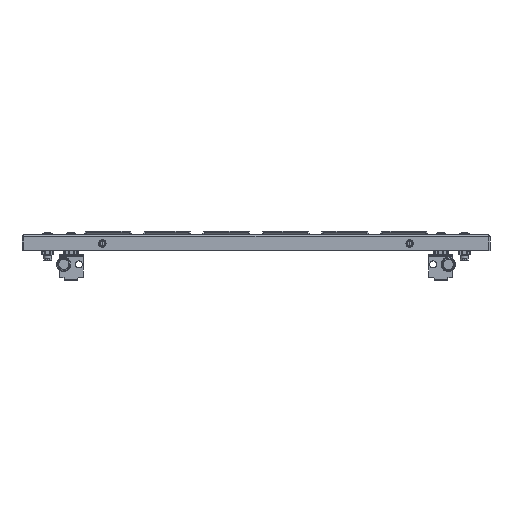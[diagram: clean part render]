
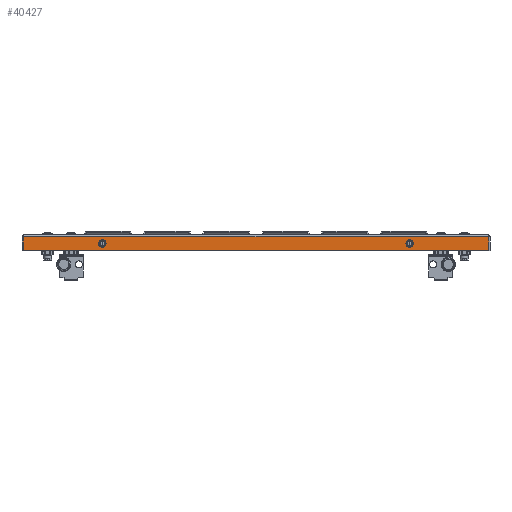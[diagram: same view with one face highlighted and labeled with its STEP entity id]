
A CAD part, front view. The second image highlights one B-rep face of the part: STEP entity #40427.
In plain terms, the highlighted face is planar.
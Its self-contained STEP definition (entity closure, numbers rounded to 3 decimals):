
#94 = CARTESIAN_POINT ( 'NONE',  ( 195., 137.5, -11. ) ) ;
#95 = DIRECTION ( 'NONE',  ( 0., 1., 0. ) ) ;
#96 = DIRECTION ( 'NONE',  ( 0., 0., 1. ) ) ;
#103 = CARTESIAN_POINT ( 'NONE',  ( -195., 137.5, -11. ) ) ;
#104 = DIRECTION ( 'NONE',  ( 0., 1., 0. ) ) ;
#105 = DIRECTION ( 'NONE',  ( 0., 0., 1. ) ) ;
#2555 = LINE ( 'NONE', #61198, #2581 ) ;
#2569 = LINE ( 'NONE', #61204, #2575 ) ;
#2575 = VECTOR ( 'NONE', #61206, 1000. ) ;
#2581 = VECTOR ( 'NONE', #61207, 1000. ) ;
#2594 = LINE ( 'NONE', #61214, #2602 ) ;
#2602 = VECTOR ( 'NONE', #61216, 1000. ) ;
#2622 = LINE ( 'NONE', #61223, #2631 ) ;
#2631 = VECTOR ( 'NONE', #61224, 1000. ) ;
#2637 = CIRCLE ( 'NONE', #55545, 4. ) ;
#2647 = LINE ( 'NONE', #61235, #2654 ) ;
#2651 = CIRCLE ( 'NONE', #55544, 4. ) ;
#2654 = VECTOR ( 'NONE', #61236, 1000. ) ;
#2656 = LINE ( 'NONE', #61241, #2662 ) ;
#2662 = VECTOR ( 'NONE', #61237, 1000. ) ;
#7031 = CARTESIAN_POINT ( 'NONE',  ( 195., 137.5, -15. ) ) ;
#7032 = CARTESIAN_POINT ( 'NONE',  ( 195., 137.5, -7. ) ) ;
#7035 = CARTESIAN_POINT ( 'NONE',  ( -195., 137.5, -15. ) ) ;
#7036 = CARTESIAN_POINT ( 'NONE',  ( -195., 137.5, -7. ) ) ;
#8957 = VERTEX_POINT ( 'NONE', #7031 ) ;
#8958 = VERTEX_POINT ( 'NONE', #7032 ) ;
#8961 = VERTEX_POINT ( 'NONE', #7035 ) ;
#8962 = VERTEX_POINT ( 'NONE', #7036 ) ;
#10619 = EDGE_LOOP ( 'NONE', ( #30261, #30262 ) ) ;
#10624 = EDGE_LOOP ( 'NONE', ( #31125, #30260 ) ) ;
#10627 = EDGE_LOOP ( 'NONE', ( #30263, #30264, #30265, #30266, #30267, #30268 ) ) ;
#17461 = FACE_BOUND ( 'NONE', #10624, .T. ) ;
#17464 = FACE_OUTER_BOUND ( 'NONE', #10627, .T. ) ;
#17467 = FACE_BOUND ( 'NONE', #10619, .T. ) ;
#25434 = VERTEX_POINT ( 'NONE', #37504 ) ;
#25435 = VERTEX_POINT ( 'NONE', #37505 ) ;
#25439 = VERTEX_POINT ( 'NONE', #37509 ) ;
#25440 = VERTEX_POINT ( 'NONE', #37510 ) ;
#25442 = VERTEX_POINT ( 'NONE', #37512 ) ;
#25445 = VERTEX_POINT ( 'NONE', #37515 ) ;
#30260 = ORIENTED_EDGE ( 'NONE', *, *, #54286, .F. ) ;
#30261 = ORIENTED_EDGE ( 'NONE', *, *, #51370, .F. ) ;
#30262 = ORIENTED_EDGE ( 'NONE', *, *, #54290, .F. ) ;
#30263 = ORIENTED_EDGE ( 'NONE', *, *, #51353, .F. ) ;
#30264 = ORIENTED_EDGE ( 'NONE', *, *, #51371, .T. ) ;
#30265 = ORIENTED_EDGE ( 'NONE', *, *, #51358, .T. ) ;
#30266 = ORIENTED_EDGE ( 'NONE', *, *, #51363, .T. ) ;
#30267 = ORIENTED_EDGE ( 'NONE', *, *, #51354, .F. ) ;
#30268 = ORIENTED_EDGE ( 'NONE', *, *, #51368, .F. ) ;
#31125 = ORIENTED_EDGE ( 'NONE', *, *, #51369, .F. ) ;
#37504 = CARTESIAN_POINT ( 'NONE',  ( -294.75, 137.5, -2.25 ) ) ;
#37505 = CARTESIAN_POINT ( 'NONE',  ( 294.75, 137.5, -2.25 ) ) ;
#37509 = CARTESIAN_POINT ( 'NONE',  ( -295.499, 137.5, -20. ) ) ;
#37510 = CARTESIAN_POINT ( 'NONE',  ( -295.499, 137.5, -2.25 ) ) ;
#37512 = CARTESIAN_POINT ( 'NONE',  ( 295.499, 137.5, -2.25 ) ) ;
#37515 = CARTESIAN_POINT ( 'NONE',  ( 295.499, 137.5, -20. ) ) ;
#38671 = AXIS2_PLACEMENT_3D ( 'NONE', #94, #95, #96 ) ;
#38673 = AXIS2_PLACEMENT_3D ( 'NONE', #103, #104, #105 ) ;
#40427 = ADVANCED_FACE ( 'NONE', ( #17461, #17467, #17464 ), #50302, .F. ) ;
#50285 = DIRECTION ( 'NONE',  ( 0., -1., 0. ) ) ;
#50299 = CARTESIAN_POINT ( 'NONE',  ( 0., 137.5, 0. ) ) ;
#50302 = PLANE ( 'NONE',  #52187 ) ;
#50306 = DIRECTION ( 'NONE',  ( 0., 0., -1. ) ) ;
#51353 = EDGE_CURVE ( 'NONE', #25435, #25434, #2569, .T. ) ;
#51354 = EDGE_CURVE ( 'NONE', #25440, #25439, #2555, .T. ) ;
#51358 = EDGE_CURVE ( 'NONE', #25442, #25445, #2594, .T. ) ;
#51363 = EDGE_CURVE ( 'NONE', #25445, #25439, #2622, .T. ) ;
#51368 = EDGE_CURVE ( 'NONE', #25434, #25440, #2647, .T. ) ;
#51369 = EDGE_CURVE ( 'NONE', #8958, #8957, #2651, .T. ) ;
#51370 = EDGE_CURVE ( 'NONE', #8962, #8961, #2637, .T. ) ;
#51371 = EDGE_CURVE ( 'NONE', #25435, #25442, #2656, .T. ) ;
#52187 = AXIS2_PLACEMENT_3D ( 'NONE', #50299, #50285, #50306 ) ;
#54286 = EDGE_CURVE ( 'NONE', #8957, #8958, #67564, .T. ) ;
#54290 = EDGE_CURVE ( 'NONE', #8961, #8962, #67571, .T. ) ;
#55544 = AXIS2_PLACEMENT_3D ( 'NONE', #61238, #61239, #61240 ) ;
#55545 = AXIS2_PLACEMENT_3D ( 'NONE', #61242, #61243, #61244 ) ;
#61198 = CARTESIAN_POINT ( 'NONE',  ( -295.499, 137.5, -2.25 ) ) ;
#61204 = CARTESIAN_POINT ( 'NONE',  ( -294.75, 137.5, -2.25 ) ) ;
#61206 = DIRECTION ( 'NONE',  ( -1., 0., 0. ) ) ;
#61207 = DIRECTION ( 'NONE',  ( 0., 0., -1. ) ) ;
#61214 = CARTESIAN_POINT ( 'NONE',  ( 295.499, 137.5, -2.25 ) ) ;
#61216 = DIRECTION ( 'NONE',  ( 0., 0., -1. ) ) ;
#61223 = CARTESIAN_POINT ( 'NONE',  ( 0., 137.5, -20. ) ) ;
#61224 = DIRECTION ( 'NONE',  ( -1., 0., 0. ) ) ;
#61235 = CARTESIAN_POINT ( 'NONE',  ( -294.75, 137.5, -2.25 ) ) ;
#61236 = DIRECTION ( 'NONE',  ( -1., 0., 0. ) ) ;
#61237 = DIRECTION ( 'NONE',  ( 1., 0., 0. ) ) ;
#61238 = CARTESIAN_POINT ( 'NONE',  ( 195., 137.5, -11. ) ) ;
#61239 = DIRECTION ( 'NONE',  ( 0., 1., 0. ) ) ;
#61240 = DIRECTION ( 'NONE',  ( 0., 0., 1. ) ) ;
#61241 = CARTESIAN_POINT ( 'NONE',  ( 294.75, 137.5, -2.25 ) ) ;
#61242 = CARTESIAN_POINT ( 'NONE',  ( -195., 137.5, -11. ) ) ;
#61243 = DIRECTION ( 'NONE',  ( 0., 1., 0. ) ) ;
#61244 = DIRECTION ( 'NONE',  ( 0., 0., 1. ) ) ;
#67564 = CIRCLE ( 'NONE', #38671, 4. ) ;
#67571 = CIRCLE ( 'NONE', #38673, 4. ) ;
